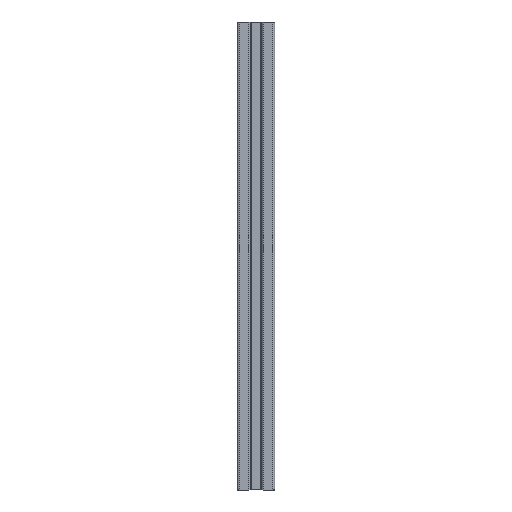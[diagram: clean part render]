
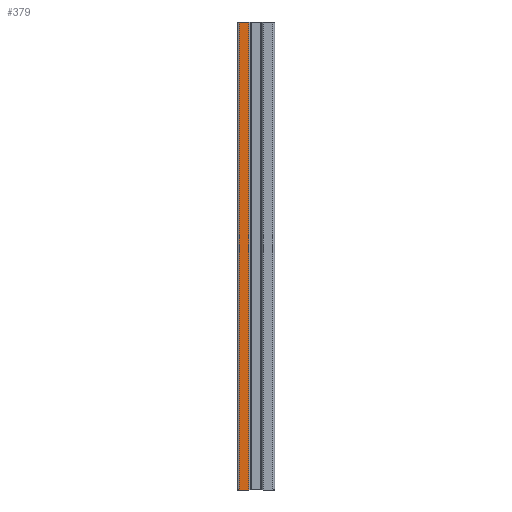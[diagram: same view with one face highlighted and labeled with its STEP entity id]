
A CAD part, left-side view. The second image highlights one B-rep face of the part: STEP entity #379.
In plain terms, the highlighted planar face has unit normal (-1, 0, 0).
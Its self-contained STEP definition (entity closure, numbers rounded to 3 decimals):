
#7 = DIRECTION ( 'NONE',  ( 0., 0., -1. ) ) ;
#36 = CARTESIAN_POINT ( 'NONE',  ( -10., 3.8, 0. ) ) ;
#39 = VECTOR ( 'NONE', #518, 1000. ) ;
#243 = CARTESIAN_POINT ( 'NONE',  ( -10., 3.8, 250. ) ) ;
#271 = EDGE_LOOP ( 'NONE', ( #1646, #825, #1234, #2360 ) ) ;
#379 = ADVANCED_FACE ( 'Face15', ( #2272 ), #813, .T. ) ;
#408 = DIRECTION ( 'NONE',  ( 0., 1., 0. ) ) ;
#446 = VECTOR ( 'NONE', #408, 1000. ) ;
#451 = LINE ( 'NONE', #1439, #2933 ) ;
#518 = DIRECTION ( 'NONE',  ( 0., 1., 0. ) ) ;
#568 = DIRECTION ( 'NONE',  ( -1., 0., 0. ) ) ;
#813 = PLANE ( 'NONE',  #2786 ) ;
#825 = ORIENTED_EDGE ( 'NONE', *, *, #1029, .F. ) ;
#965 = LINE ( 'NONE', #243, #2590 ) ;
#1029 = EDGE_CURVE ( 'Edge149', #2666, #2465, #965, .T. ) ;
#1137 = CARTESIAN_POINT ( 'NONE',  ( -10., 9., 250. ) ) ;
#1234 = ORIENTED_EDGE ( 'NONE', *, *, #2694, .T. ) ;
#1270 = CARTESIAN_POINT ( 'NONE',  ( -10., 0., 250. ) ) ;
#1439 = CARTESIAN_POINT ( 'NONE',  ( -10., 9., 250. ) ) ;
#1646 = ORIENTED_EDGE ( 'NONE', *, *, #2967, .F. ) ;
#1716 = CARTESIAN_POINT ( 'NONE',  ( -10., 0., 250. ) ) ;
#1788 = DIRECTION ( 'NONE',  ( 0., -1., 0. ) ) ;
#2272 = FACE_OUTER_BOUND ( 'NONE', #271, .T. ) ;
#2360 = ORIENTED_EDGE ( 'NONE', *, *, #3131, .T. ) ;
#2396 = DIRECTION ( 'NONE',  ( 0., 0., -1. ) ) ;
#2400 = LINE ( 'NONE', #1716, #39 ) ;
#2445 = CARTESIAN_POINT ( 'NONE',  ( -10., 3.8, 250. ) ) ;
#2465 = VERTEX_POINT ( 'NONE', #36 ) ;
#2509 = VERTEX_POINT ( 'NONE', #2554 ) ;
#2532 = VERTEX_POINT ( 'NONE', #1137 ) ;
#2554 = CARTESIAN_POINT ( 'NONE',  ( -10., 9., 0. ) ) ;
#2556 = CARTESIAN_POINT ( 'NONE',  ( -10., -10., 0. ) ) ;
#2590 = VECTOR ( 'NONE', #7, 1000. ) ;
#2666 = VERTEX_POINT ( 'NONE', #2445 ) ;
#2694 = EDGE_CURVE ( 'Edge234', #2666, #2532, #2400, .T. ) ;
#2786 = AXIS2_PLACEMENT_3D ( 'NONE', #1270, #568, #1788 ) ;
#2797 = LINE ( 'NONE', #2556, #446 ) ;
#2933 = VECTOR ( 'NONE', #2396, 1000. ) ;
#2967 = EDGE_CURVE ( 'Edge238', #2465, #2509, #2797, .T. ) ;
#3131 = EDGE_CURVE ( 'Edge132', #2532, #2509, #451, .T. ) ;
